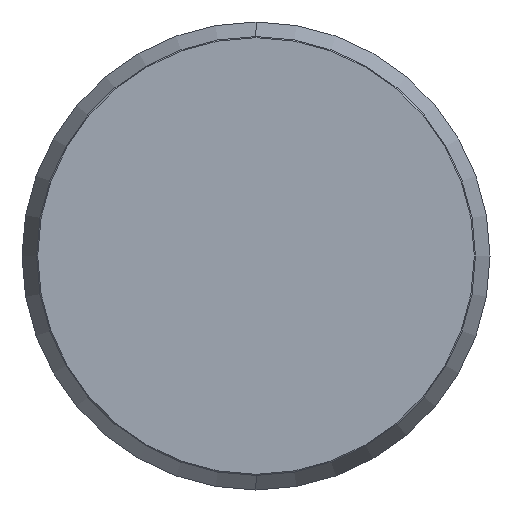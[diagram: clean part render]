
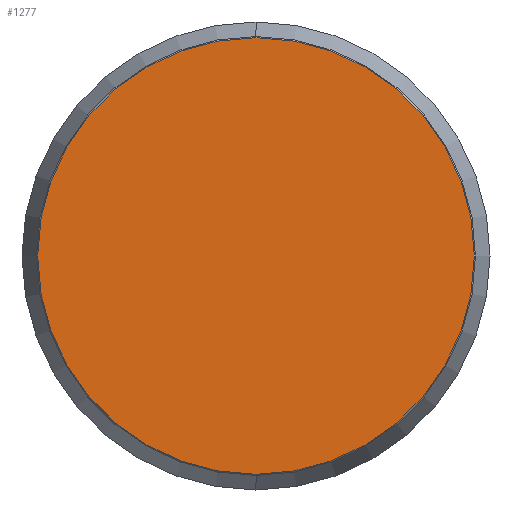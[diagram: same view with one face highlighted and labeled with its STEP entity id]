
A CAD part, left-side view. The second image highlights one B-rep face of the part: STEP entity #1277.
In plain terms, the highlighted planar face has unit normal (-1, 0, 0).
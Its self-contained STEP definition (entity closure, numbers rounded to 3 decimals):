
#37 = AXIS2_PLACEMENT_3D ( 'NONE', #1170, #719, #1061 ) ;
#116 = VERTEX_POINT ( 'NONE', #317 ) ;
#137 = DIRECTION ( 'NONE',  ( -1., 0., 0. ) ) ;
#254 = VERTEX_POINT ( 'NONE', #818 ) ;
#317 = CARTESIAN_POINT ( 'NONE',  ( 0., 0., 59.7 ) ) ;
#431 = AXIS2_PLACEMENT_3D ( 'NONE', #831, #137, #1396 ) ;
#503 = EDGE_CURVE ( 'NONE', #254, #116, #627, .T. ) ;
#507 = DIRECTION ( 'NONE',  ( -1., 0., 0. ) ) ;
#600 = CIRCLE ( 'NONE', #431, 59.7 ) ;
#618 = CARTESIAN_POINT ( 'NONE',  ( 0., 0., 0. ) ) ;
#627 = CIRCLE ( 'NONE', #1287, 59.7 ) ;
#711 = FACE_OUTER_BOUND ( 'NONE', #1271, .T. ) ;
#719 = DIRECTION ( 'NONE',  ( 1., 0., 0. ) ) ;
#722 = ORIENTED_EDGE ( 'NONE', *, *, #503, .T. ) ;
#748 = DIRECTION ( 'NONE',  ( 0., 0., 1. ) ) ;
#818 = CARTESIAN_POINT ( 'NONE',  ( 0., 0., -59.7 ) ) ;
#831 = CARTESIAN_POINT ( 'NONE',  ( 0., 0., 0. ) ) ;
#1061 = DIRECTION ( 'NONE',  ( 0., 0., -1. ) ) ;
#1170 = CARTESIAN_POINT ( 'NONE',  ( 0., 0., 0. ) ) ;
#1271 = EDGE_LOOP ( 'NONE', ( #722, #1449 ) ) ;
#1272 = PLANE ( 'NONE',  #37 ) ;
#1277 = ADVANCED_FACE ( 'NONE', ( #711 ), #1272, .F. ) ;
#1287 = AXIS2_PLACEMENT_3D ( 'NONE', #618, #507, #748 ) ;
#1329 = EDGE_CURVE ( 'NONE', #116, #254, #600, .T. ) ;
#1396 = DIRECTION ( 'NONE',  ( 0., 0., 1. ) ) ;
#1449 = ORIENTED_EDGE ( 'NONE', *, *, #1329, .T. ) ;
